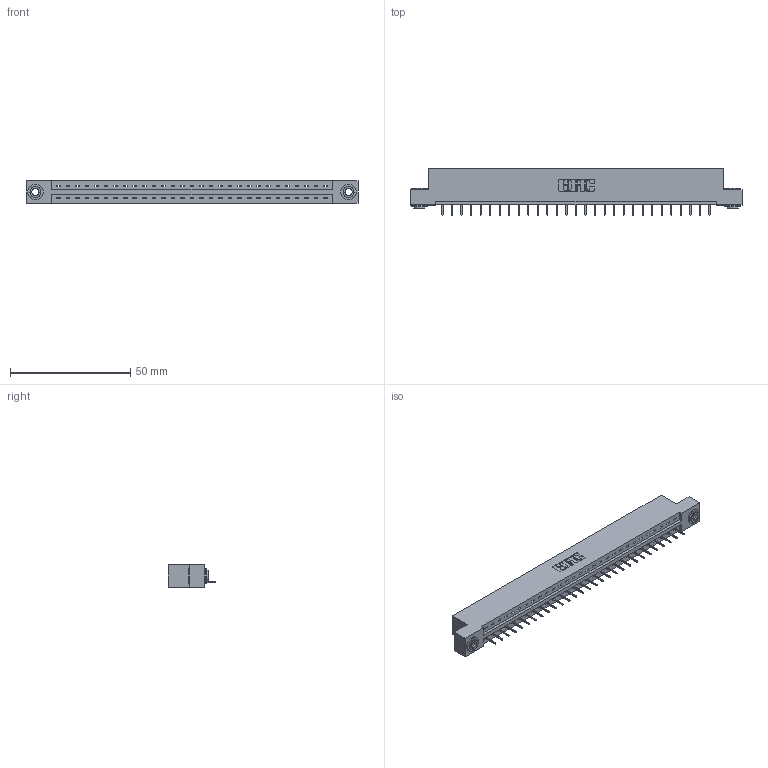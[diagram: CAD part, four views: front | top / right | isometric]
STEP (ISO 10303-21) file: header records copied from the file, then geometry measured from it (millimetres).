
FILE_DESCRIPTION (( 'STEP AP203' ), '1' );
FILE_NAME ('387-029-524-103.STEP', '2018-09-17T01:20:38', ( '' ), ( '' ), 'SwSTEP 2.0', 'SolidWorks 2016', '' );
FILE_SCHEMA (( 'CONFIG_CONTROL_DESIGN' ));
Length unit declared in the file: inch
Products named in the file (4): 337 Part_Flush Mounting Lugs - 0.156 Dia-TH; 345-292-001_345-293-124; 345-250-002_345-250-002-102; 387-029-524-103
Assembly tree (32 placements, depth 2):
  387-029-524-103
    337 Part_Flush Mounting Lugs - 0.156 Dia-TH
    345-292-001_345-293-124  x29
    345-250-002_345-250-002-102  x2
Bounding box: 137.92 x 19.69 x 9.4 mm (x, y, z)
Volume: 14076.8 mm3; surface area: 14304 mm2
Topology: 32 solids, 32 shells, 2066 faces, 5955 edges, 3850 vertices
Faces by surface type: plane 1588, cylinder 470, cone 8
Entity records: 23962 total; most frequent: CARTESIAN_POINT 4148, ORIENTED_EDGE 4106, DIRECTION 3553, EDGE_CURVE 2053, LINE 1905, VECTOR 1905, VERTEX_POINT 1362, AXIS2_PLACEMENT_3D 824
